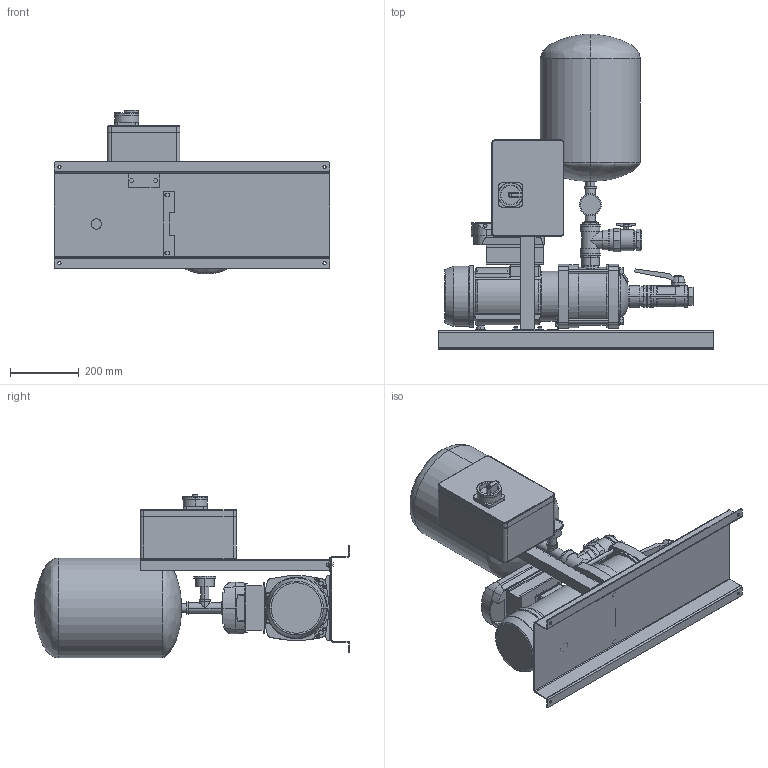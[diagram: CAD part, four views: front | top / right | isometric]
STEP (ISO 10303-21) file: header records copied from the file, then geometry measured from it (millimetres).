
FILE_DESCRIPTION (( 'STEP AP214' ), '1' );
FILE_NAME ('1EH_20-3_TE.STEP', '2022-03-02T10:09:56', ( '' ), ( '' ), 'SwSTEP 2.0', 'SolidWorks 2020', '' );
FILE_SCHEMA (( 'AUTOMOTIVE_DESIGN' ));
Length unit declared in the file: mil
Products named in the file (1): 1EH_20-3_TE
Bounding box: 800 x 916.5 x 476 mm (x, y, z)
Volume: 42486539.9 mm3; surface area: 2932537.9 mm2
Topology: 43 solids, 43 shells, 998 faces, 2376 edges, 1538 vertices
Faces by surface type: plane 489, cylinder 395, cone 62, torus 26, bspline 20, sphere 6
Entity records: 35057 total; most frequent: CARTESIAN_POINT 10434, DIRECTION 4908, ORIENTED_EDGE 4744, EDGE_CURVE 2372, AXIS2_PLACEMENT_3D 1802, VERTEX_POINT 1538, LINE 1304, VECTOR 1304
